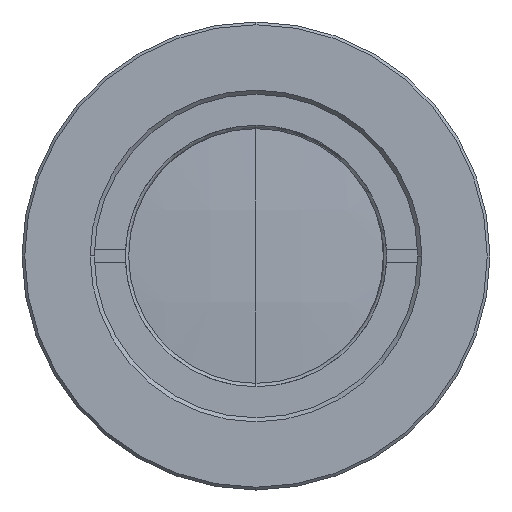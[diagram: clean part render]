
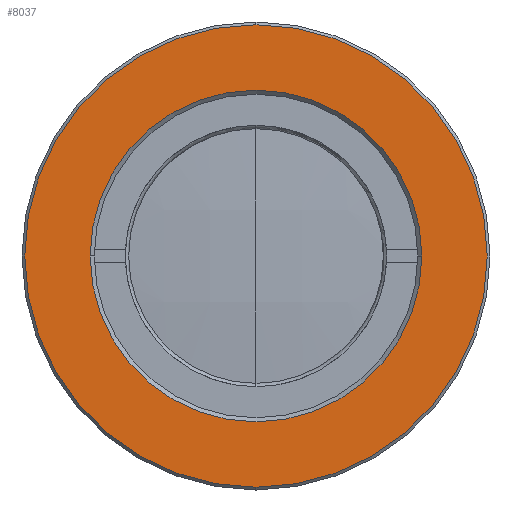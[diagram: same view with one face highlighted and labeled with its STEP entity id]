
A CAD part, left-side view. The second image highlights one B-rep face of the part: STEP entity #8037.
In plain terms, the highlighted planar face has unit normal (-1, 0, 0).
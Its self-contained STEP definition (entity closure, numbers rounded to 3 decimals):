
#101 = CARTESIAN_POINT ( 'NONE',  ( -47.026, 0., 16.8 ) ) ;
#280 = ORIENTED_EDGE ( 'NONE', *, *, #13489, .T. ) ;
#455 = EDGE_CURVE ( 'NONE', #14180, #11294, #11615, .T. ) ;
#2106 = DIRECTION ( 'NONE',  ( -1., 0., 0. ) ) ;
#2183 = FACE_OUTER_BOUND ( 'NONE', #14700, .T. ) ;
#2947 = DIRECTION ( 'NONE',  ( 0., 0., -1. ) ) ;
#3255 = AXIS2_PLACEMENT_3D ( 'NONE', #9569, #9350, #5928 ) ;
#3279 = DIRECTION ( 'NONE',  ( 1., 0., 0. ) ) ;
#3465 = CIRCLE ( 'NONE', #13174, 16.8 ) ;
#4283 = PLANE ( 'NONE',  #12562 ) ;
#5510 = EDGE_LOOP ( 'NONE', ( #280, #6046 ) ) ;
#5524 = CARTESIAN_POINT ( 'NONE',  ( -47.026, 0., 0. ) ) ;
#5663 = VERTEX_POINT ( 'NONE', #9755 ) ;
#5928 = DIRECTION ( 'NONE',  ( 0., -1., 0. ) ) ;
#6046 = ORIENTED_EDGE ( 'NONE', *, *, #7151, .T. ) ;
#6819 = DIRECTION ( 'NONE',  ( 1., 0., 0. ) ) ;
#6848 = DIRECTION ( 'NONE',  ( 0., -1., 0. ) ) ;
#6856 = DIRECTION ( 'NONE',  ( 0., 0., 1. ) ) ;
#6897 = CARTESIAN_POINT ( 'NONE',  ( -47.026, 0., 0. ) ) ;
#7151 = EDGE_CURVE ( 'NONE', #13241, #5663, #11202, .T. ) ;
#7534 = CARTESIAN_POINT ( 'NONE',  ( -47.026, 12.05, 0. ) ) ;
#7814 = AXIS2_PLACEMENT_3D ( 'NONE', #5524, #3279, #6848 ) ;
#8037 = ADVANCED_FACE ( 'NONE', ( #15181, #2183 ), #4283, .T. ) ;
#8390 = ORIENTED_EDGE ( 'NONE', *, *, #14807, .F. ) ;
#9303 = DIRECTION ( 'NONE',  ( 0., 0., -1. ) ) ;
#9350 = DIRECTION ( 'NONE',  ( 1., 0., 0. ) ) ;
#9569 = CARTESIAN_POINT ( 'NONE',  ( -47.026, 0., 0. ) ) ;
#9755 = CARTESIAN_POINT ( 'NONE',  ( -47.026, -12.05, 0. ) ) ;
#10159 = CARTESIAN_POINT ( 'NONE',  ( -47.026, 0., -16.8 ) ) ;
#11202 = CIRCLE ( 'NONE', #3255, 12.05 ) ;
#11212 = CARTESIAN_POINT ( 'NONE',  ( -47.026, 0., 0. ) ) ;
#11294 = VERTEX_POINT ( 'NONE', #10159 ) ;
#11360 = AXIS2_PLACEMENT_3D ( 'NONE', #11212, #13636, #2947 ) ;
#11615 = CIRCLE ( 'NONE', #11360, 16.8 ) ;
#12562 = AXIS2_PLACEMENT_3D ( 'NONE', #15027, #2106, #6856 ) ;
#13174 = AXIS2_PLACEMENT_3D ( 'NONE', #6897, #6819, #9303 ) ;
#13241 = VERTEX_POINT ( 'NONE', #7534 ) ;
#13286 = CIRCLE ( 'NONE', #7814, 12.05 ) ;
#13489 = EDGE_CURVE ( 'NONE', #5663, #13241, #13286, .T. ) ;
#13636 = DIRECTION ( 'NONE',  ( 1., 0., 0. ) ) ;
#14180 = VERTEX_POINT ( 'NONE', #101 ) ;
#14700 = EDGE_LOOP ( 'NONE', ( #8390, #15119 ) ) ;
#14807 = EDGE_CURVE ( 'NONE', #11294, #14180, #3465, .T. ) ;
#15027 = CARTESIAN_POINT ( 'NONE',  ( -47.026, 0., 17. ) ) ;
#15119 = ORIENTED_EDGE ( 'NONE', *, *, #455, .F. ) ;
#15181 = FACE_BOUND ( 'NONE', #5510, .T. ) ;
